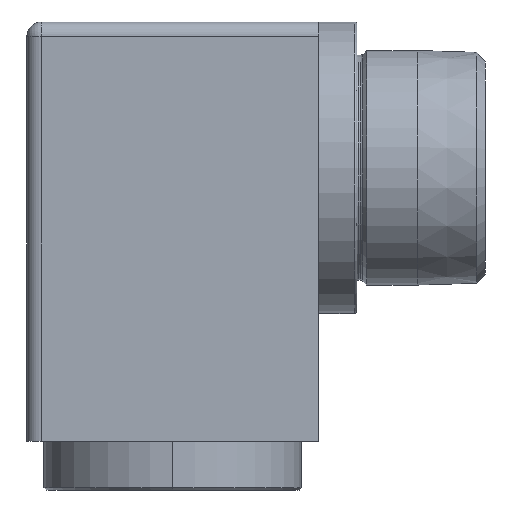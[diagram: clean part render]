
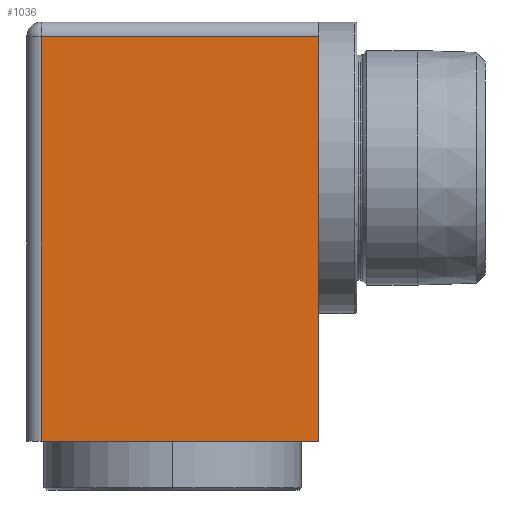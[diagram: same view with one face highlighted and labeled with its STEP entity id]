
A CAD part, left-side view. The second image highlights one B-rep face of the part: STEP entity #1036.
In plain terms, the highlighted planar face has unit normal (-1, 0, 0).
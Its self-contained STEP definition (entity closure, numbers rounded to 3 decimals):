
#103 = CARTESIAN_POINT ( 'NONE',  ( 0., -16.075, -68.438 ) ) ;
#124 = CARTESIAN_POINT ( 'NONE',  ( 0., 43.925, -63.438 ) ) ;
#224 = DIRECTION ( 'NONE',  ( 0., 0., -1. ) ) ;
#296 = CARTESIAN_POINT ( 'NONE',  ( 0., 43.925, 22.862 ) ) ;
#300 = DIRECTION ( 'NONE',  ( 0., 0., 1. ) ) ;
#322 = EDGE_CURVE ( 'NONE', #1190, #480, #1087, .T. ) ;
#359 = FACE_OUTER_BOUND ( 'NONE', #1146, .T. ) ;
#392 = ORIENTED_EDGE ( 'NONE', *, *, #322, .F. ) ;
#412 = AXIS2_PLACEMENT_3D ( 'NONE', #296, #916, #300 ) ;
#463 = EDGE_CURVE ( 'NONE', #558, #758, #933, .T. ) ;
#469 = LINE ( 'NONE', #602, #1139 ) ;
#479 = CARTESIAN_POINT ( 'NONE',  ( 0., -16.075, -7.138 ) ) ;
#480 = VERTEX_POINT ( 'NONE', #1508 ) ;
#502 = CARTESIAN_POINT ( 'NONE',  ( 0., 40.925, -63.438 ) ) ;
#518 = DIRECTION ( 'NONE',  ( 0., 1., 0. ) ) ;
#538 = CARTESIAN_POINT ( 'NONE',  ( 0., -16.075, 19.862 ) ) ;
#558 = VERTEX_POINT ( 'NONE', #538 ) ;
#602 = CARTESIAN_POINT ( 'NONE',  ( 0., -16.075, 22.862 ) ) ;
#608 = VECTOR ( 'NONE', #518, 1000. ) ;
#626 = VECTOR ( 'NONE', #851, 1000. ) ;
#640 = VECTOR ( 'NONE', #1118, 1000. ) ;
#694 = EDGE_CURVE ( 'NONE', #758, #1406, #730, .T. ) ;
#730 = LINE ( 'NONE', #830, #952 ) ;
#746 = LINE ( 'NONE', #124, #640 ) ;
#758 = VERTEX_POINT ( 'NONE', #852 ) ;
#830 = CARTESIAN_POINT ( 'NONE',  ( 0., 40.925, -63.438 ) ) ;
#851 = DIRECTION ( 'NONE',  ( 0., 0., -1. ) ) ;
#852 = CARTESIAN_POINT ( 'NONE',  ( 0., 40.925, 19.862 ) ) ;
#904 = PLANE ( 'NONE',  #412 ) ;
#916 = DIRECTION ( 'NONE',  ( -1., 0., 0. ) ) ;
#933 = LINE ( 'NONE', #997, #608 ) ;
#952 = VECTOR ( 'NONE', #224, 1000. ) ;
#997 = CARTESIAN_POINT ( 'NONE',  ( 0., 43.925, 19.862 ) ) ;
#1036 = ADVANCED_FACE ( 'NONE', ( #359 ), #904, .T. ) ;
#1070 = ORIENTED_EDGE ( 'NONE', *, *, #1346, .F. ) ;
#1087 = LINE ( 'NONE', #103, #626 ) ;
#1118 = DIRECTION ( 'NONE',  ( 0., 1., 0. ) ) ;
#1139 = VECTOR ( 'NONE', #1215, 1000. ) ;
#1146 = EDGE_LOOP ( 'NONE', ( #1264, #1590, #1070, #392, #1229 ) ) ;
#1190 = VERTEX_POINT ( 'NONE', #479 ) ;
#1215 = DIRECTION ( 'NONE',  ( 0., 0., -1. ) ) ;
#1229 = ORIENTED_EDGE ( 'NONE', *, *, #1239, .F. ) ;
#1239 = EDGE_CURVE ( 'NONE', #558, #1190, #469, .T. ) ;
#1264 = ORIENTED_EDGE ( 'NONE', *, *, #463, .T. ) ;
#1346 = EDGE_CURVE ( 'NONE', #480, #1406, #746, .T. ) ;
#1406 = VERTEX_POINT ( 'NONE', #502 ) ;
#1508 = CARTESIAN_POINT ( 'NONE',  ( 0., -16.075, -63.438 ) ) ;
#1590 = ORIENTED_EDGE ( 'NONE', *, *, #694, .T. ) ;
